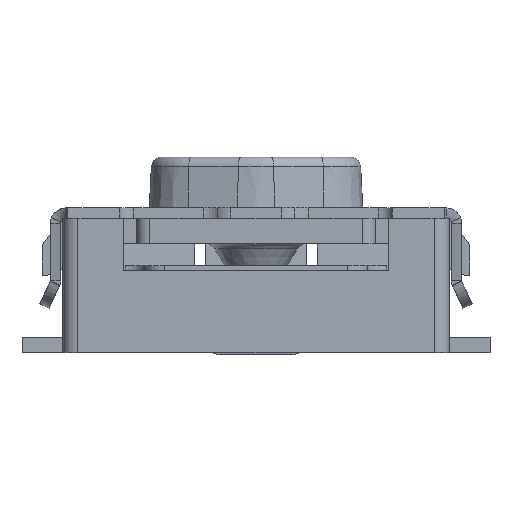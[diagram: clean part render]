
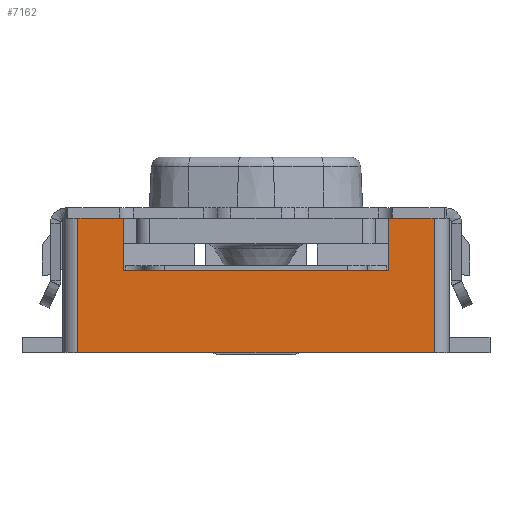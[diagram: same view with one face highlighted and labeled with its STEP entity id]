
A CAD part, top view. The second image highlights one B-rep face of the part: STEP entity #7162.
In plain terms, the highlighted planar face has unit normal (0, 0, 1).
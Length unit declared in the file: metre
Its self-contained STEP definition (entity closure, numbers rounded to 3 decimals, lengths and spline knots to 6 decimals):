
#649=FACE_OUTER_BOUND('',#1026,.T.);
#1026=EDGE_LOOP('',(#5017,#5018,#5019,#5020,#5021,#5022,#5023,#5024));
#1511=LINE('',#10654,#2332);
#1564=LINE('',#10907,#2385);
#1565=LINE('',#10909,#2386);
#1566=LINE('',#10910,#2387);
#1567=LINE('',#10912,#2388);
#1568=LINE('',#10914,#2389);
#1569=LINE('',#10916,#2390);
#1570=LINE('',#10917,#2391);
#2332=VECTOR('',#8325,1.);
#2385=VECTOR('',#8438,1.);
#2386=VECTOR('',#8439,1.);
#2387=VECTOR('',#8440,1.);
#2388=VECTOR('',#8441,1.);
#2389=VECTOR('',#8442,1.);
#2390=VECTOR('',#8443,1.);
#2391=VECTOR('',#8444,1.);
#3178=VERTEX_POINT('',#10650);
#3180=VERTEX_POINT('',#10653);
#3243=VERTEX_POINT('',#10905);
#3244=VERTEX_POINT('',#10906);
#3245=VERTEX_POINT('',#10908);
#3246=VERTEX_POINT('',#10911);
#3247=VERTEX_POINT('',#10913);
#3248=VERTEX_POINT('',#10915);
#3873=EDGE_CURVE('',#3178,#3180,#1511,.T.);
#3944=EDGE_CURVE('',#3243,#3244,#1564,.T.);
#3945=EDGE_CURVE('',#3243,#3245,#1565,.T.);
#3946=EDGE_CURVE('',#3180,#3245,#1566,.T.);
#3947=EDGE_CURVE('',#3246,#3178,#1567,.T.);
#3948=EDGE_CURVE('',#3246,#3247,#1568,.T.);
#3949=EDGE_CURVE('',#3247,#3248,#1569,.T.);
#3950=EDGE_CURVE('',#3244,#3248,#1570,.T.);
#5017=ORIENTED_EDGE('',*,*,#3944,.F.);
#5018=ORIENTED_EDGE('',*,*,#3945,.T.);
#5019=ORIENTED_EDGE('',*,*,#3946,.F.);
#5020=ORIENTED_EDGE('',*,*,#3873,.F.);
#5021=ORIENTED_EDGE('',*,*,#3947,.F.);
#5022=ORIENTED_EDGE('',*,*,#3948,.T.);
#5023=ORIENTED_EDGE('',*,*,#3949,.T.);
#5024=ORIENTED_EDGE('',*,*,#3950,.F.);
#6897=PLANE('',#7590);
#7162=ADVANCED_FACE('',(#649),#6897,.T.);
#7590=AXIS2_PLACEMENT_3D('',#10904,#8436,#8437);
#8325=DIRECTION('',(0.,-1.,0.));
#8436=DIRECTION('center_axis',(0.,0.,1.));
#8437=DIRECTION('ref_axis',(1.,0.,0.));
#8438=DIRECTION('',(1.,0.,0.));
#8439=DIRECTION('',(0.,-1.,0.));
#8440=DIRECTION('',(1.,0.,0.));
#8441=DIRECTION('',(1.,0.,0.));
#8442=DIRECTION('',(0.,-1.,0.));
#8443=DIRECTION('',(1.,0.,0.));
#8444=DIRECTION('',(0.,-1.,0.));
#10650=CARTESIAN_POINT('',(-0.0013,0.00132,0.0014));
#10653=CARTESIAN_POINT('',(-0.0013,0.0008,0.0014));
#10654=CARTESIAN_POINT('',(-0.0013,0.00132,0.0014));
#10904=CARTESIAN_POINT('Origin',(-0.0019,0.,0.0014));
#10905=CARTESIAN_POINT('',(0.0013,0.00132,0.0014));
#10906=CARTESIAN_POINT('',(0.00175,0.00132,0.0014));
#10907=CARTESIAN_POINT('',(0.0013,0.00132,0.0014));
#10908=CARTESIAN_POINT('',(0.0013,0.0008,0.0014));
#10909=CARTESIAN_POINT('',(0.0013,0.00132,0.0014));
#10910=CARTESIAN_POINT('',(-0.0013,0.0008,0.0014));
#10911=CARTESIAN_POINT('',(-0.00175,0.00132,0.0014));
#10912=CARTESIAN_POINT('',(-0.00175,0.00132,0.0014));
#10913=CARTESIAN_POINT('',(-0.00175,0.,0.0014));
#10914=CARTESIAN_POINT('',(-0.00175,0.00132,0.0014));
#10915=CARTESIAN_POINT('',(0.00175,0.,0.0014));
#10916=CARTESIAN_POINT('',(-0.00175,0.,0.0014));
#10917=CARTESIAN_POINT('',(0.00175,0.00132,0.0014));
